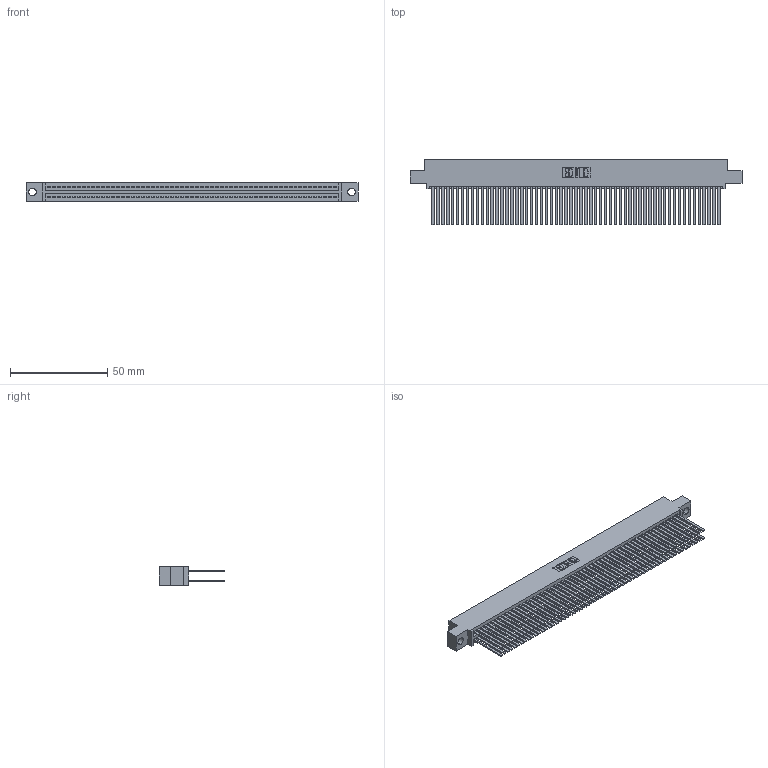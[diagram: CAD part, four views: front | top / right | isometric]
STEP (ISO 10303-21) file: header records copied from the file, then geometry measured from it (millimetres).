
FILE_DESCRIPTION (( 'STEP AP203' ), '1' );
FILE_NAME ('395-118-544-504.STEP', '2021-06-17T20:14:29', ( '' ), ( '' ), 'SwSTEP 2.0', 'SolidWorks 2020', '' );
FILE_SCHEMA (( 'CONFIG_CONTROL_DESIGN' ));
Length unit declared in the file: inch
Products named in the file (3): 345-292-001_345-293-144; 395-118-544-504; 345 Part_0.110 Offset - 0.156 Dia-TI
Assembly tree (119 placements, depth 2):
  395-118-544-504
    345 Part_0.110 Offset - 0.156 Dia-TI
    345-292-001_345-293-144  x118
Bounding box: 171.07 x 33.96 x 9.4 mm (x, y, z)
Volume: 18250.4 mm3; surface area: 32099 mm2
Topology: 119 solids, 119 shells, 5336 faces, 15847 edges, 10406 vertices
Faces by surface type: plane 3520, cylinder 1816
Entity records: 44371 total; most frequent: CARTESIAN_POINT 7426, ORIENTED_EDGE 7358, DIRECTION 6523, EDGE_CURVE 3679, VECTOR 3315, LINE 3315, VERTEX_POINT 2450, AXIS2_PLACEMENT_3D 1604
